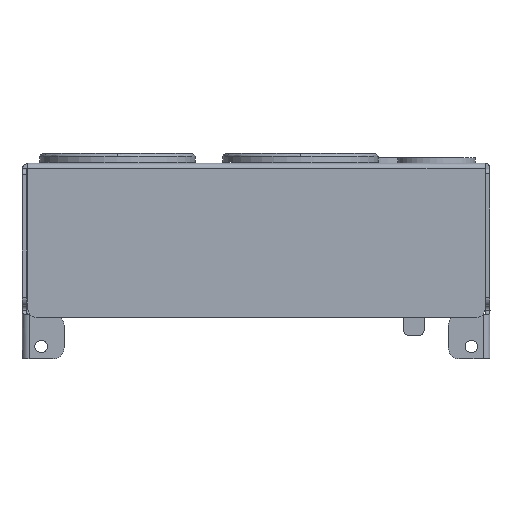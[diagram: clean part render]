
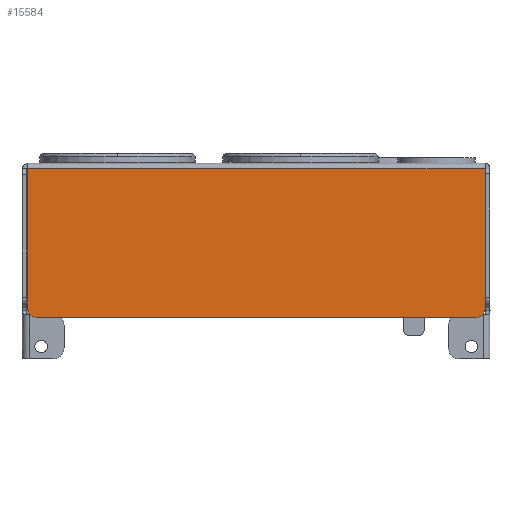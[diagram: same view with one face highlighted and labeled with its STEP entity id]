
A CAD part, front view. The second image highlights one B-rep face of the part: STEP entity #15584.
In plain terms, the highlighted planar face has unit normal (0, -1, 0).
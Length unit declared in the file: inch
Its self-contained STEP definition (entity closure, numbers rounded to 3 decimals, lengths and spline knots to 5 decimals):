
#58 = CIRCLE ( 'NONE', #19593, 0.11811 ) ;
#874 = DIRECTION ( 'NONE',  ( 0., 0., -1. ) ) ;
#951 = DIRECTION ( 'NONE',  ( -1., 0., 0. ) ) ;
#1139 = EDGE_CURVE ( 'NONE', #6555, #1881, #5475, .T. ) ;
#1520 = LINE ( 'NONE', #12543, #12405 ) ;
#1881 = VERTEX_POINT ( 'NONE', #17795 ) ;
#2378 = ORIENTED_EDGE ( 'NONE', *, *, #16652, .T. ) ;
#2725 = EDGE_LOOP ( 'NONE', ( #10522, #5190, #16997, #14933, #2378, #15448 ) ) ;
#3023 = CARTESIAN_POINT ( 'NONE',  ( -3.49967, -1.70032, -2.18504 ) ) ;
#3620 = EDGE_CURVE ( 'NONE', #1881, #8188, #1520, .T. ) ;
#3745 = EDGE_CURVE ( 'NONE', #17195, #6555, #15545, .T. ) ;
#4662 = CARTESIAN_POINT ( 'NONE',  ( -3.61778, -1.70032, -0.07874 ) ) ;
#4897 = VECTOR ( 'NONE', #5232, 39.37008 ) ;
#5190 = ORIENTED_EDGE ( 'NONE', *, *, #1139, .T. ) ;
#5232 = DIRECTION ( 'NONE',  ( 1., 0., 0. ) ) ;
#5475 = CIRCLE ( 'NONE', #18982, 0.11811 ) ;
#5481 = EDGE_CURVE ( 'NONE', #8188, #16900, #17762, .T. ) ;
#5608 = DIRECTION ( 'NONE',  ( 0., -1., 0. ) ) ;
#5819 = DIRECTION ( 'NONE',  ( 0., 0., -1. ) ) ;
#6269 = EDGE_CURVE ( 'NONE', #18753, #17195, #58, .T. ) ;
#6555 = VERTEX_POINT ( 'NONE', #19606 ) ;
#6917 = DIRECTION ( 'NONE',  ( 0., 0., -1. ) ) ;
#8188 = VERTEX_POINT ( 'NONE', #9831 ) ;
#9831 = CARTESIAN_POINT ( 'NONE',  ( 2.86647, -1.70032, -0.07874 ) ) ;
#10159 = PLANE ( 'NONE',  #17709 ) ;
#10227 = CARTESIAN_POINT ( 'NONE',  ( -3.61778, -1.70032, -0.07874 ) ) ;
#10295 = CARTESIAN_POINT ( 'NONE',  ( -3.61778, -1.70032, 0. ) ) ;
#10522 = ORIENTED_EDGE ( 'NONE', *, *, #3745, .T. ) ;
#11395 = CARTESIAN_POINT ( 'NONE',  ( -3.61778, -1.70032, -2.06693 ) ) ;
#12405 = VECTOR ( 'NONE', #12662, 39.37008 ) ;
#12543 = CARTESIAN_POINT ( 'NONE',  ( 2.86647, -1.70032, 0. ) ) ;
#12662 = DIRECTION ( 'NONE',  ( 0., 0., 1. ) ) ;
#13446 = CARTESIAN_POINT ( 'NONE',  ( -3.49967, -1.70032, -2.06693 ) ) ;
#14923 = DIRECTION ( 'NONE',  ( 1., 0., 0. ) ) ;
#14933 = ORIENTED_EDGE ( 'NONE', *, *, #5481, .T. ) ;
#14988 = DIRECTION ( 'NONE',  ( 0., -1., 0. ) ) ;
#15448 = ORIENTED_EDGE ( 'NONE', *, *, #6269, .T. ) ;
#15545 = LINE ( 'NONE', #17620, #4897 ) ;
#15584 = ADVANCED_FACE ( 'NONE', ( #19358 ), #10159, .T. ) ;
#15778 = VECTOR ( 'NONE', #951, 39.37008 ) ;
#16012 = CARTESIAN_POINT ( 'NONE',  ( 2.74836, -1.70032, -2.06693 ) ) ;
#16073 = DIRECTION ( 'NONE',  ( 0., -1., 0. ) ) ;
#16652 = EDGE_CURVE ( 'NONE', #16900, #18753, #19825, .T. ) ;
#16900 = VERTEX_POINT ( 'NONE', #4662 ) ;
#16997 = ORIENTED_EDGE ( 'NONE', *, *, #3620, .T. ) ;
#17195 = VERTEX_POINT ( 'NONE', #3023 ) ;
#17371 = VECTOR ( 'NONE', #5819, 39.37008 ) ;
#17620 = CARTESIAN_POINT ( 'NONE',  ( -3.61778, -1.70032, -2.18504 ) ) ;
#17709 = AXIS2_PLACEMENT_3D ( 'NONE', #17934, #5608, #874 ) ;
#17762 = LINE ( 'NONE', #10227, #15778 ) ;
#17795 = CARTESIAN_POINT ( 'NONE',  ( 2.86647, -1.70032, -2.06693 ) ) ;
#17934 = CARTESIAN_POINT ( 'NONE',  ( -3.61778, -1.70032, 0. ) ) ;
#18753 = VERTEX_POINT ( 'NONE', #11395 ) ;
#18982 = AXIS2_PLACEMENT_3D ( 'NONE', #16012, #16073, #6917 ) ;
#19358 = FACE_OUTER_BOUND ( 'NONE', #2725, .T. ) ;
#19593 = AXIS2_PLACEMENT_3D ( 'NONE', #13446, #14988, #14923 ) ;
#19606 = CARTESIAN_POINT ( 'NONE',  ( 2.74836, -1.70032, -2.18504 ) ) ;
#19825 = LINE ( 'NONE', #10295, #17371 ) ;
